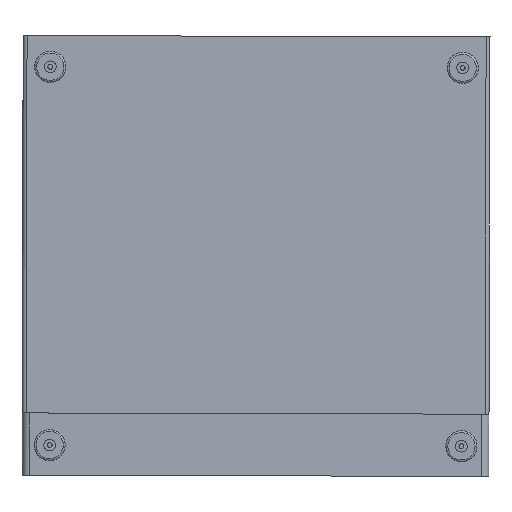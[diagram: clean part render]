
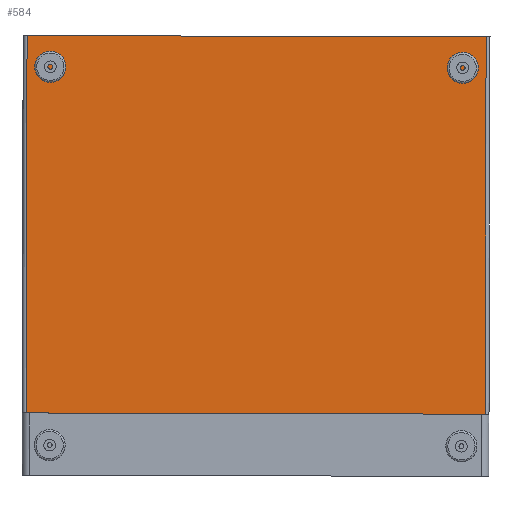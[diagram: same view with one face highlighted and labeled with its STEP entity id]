
A CAD part, front view. The second image highlights one B-rep face of the part: STEP entity #584.
In plain terms, the highlighted planar face has unit normal (0, -1, 0).
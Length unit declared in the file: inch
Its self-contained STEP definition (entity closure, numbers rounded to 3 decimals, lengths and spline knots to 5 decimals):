
#64=PLANE('',#632);
#82=FACE_OUTER_BOUND('',#117,.T.);
#117=EDGE_LOOP('',(#430,#431,#432,#433));
#162=LINE('',#920,#204);
#165=LINE('',#929,#207);
#166=LINE('',#932,#208);
#167=LINE('',#933,#209);
#204=VECTOR('',#723,29.5);
#207=VECTOR('',#732,24.25);
#208=VECTOR('',#735,24.25);
#209=VECTOR('',#736,29.5);
#284=VERTEX_POINT('',#917);
#285=VERTEX_POINT('',#919);
#287=VERTEX_POINT('',#925);
#289=VERTEX_POINT('',#931);
#341=EDGE_CURVE('',#284,#285,#162,.T.);
#346=EDGE_CURVE('',#285,#287,#165,.T.);
#347=EDGE_CURVE('',#289,#284,#166,.T.);
#348=EDGE_CURVE('',#287,#289,#167,.T.);
#430=ORIENTED_EDGE('',*,*,#346,.F.);
#431=ORIENTED_EDGE('',*,*,#341,.F.);
#432=ORIENTED_EDGE('',*,*,#347,.F.);
#433=ORIENTED_EDGE('',*,*,#348,.F.);
#584=ADVANCED_FACE('',(#82),#64,.T.);
#632=AXIS2_PLACEMENT_3D('',#930,#733,#734);
#723=DIRECTION('',(1.,0.,0.));
#732=DIRECTION('',(0.,0.,-1.));
#733=DIRECTION('center_axis',(0.,-1.,0.));
#734=DIRECTION('ref_axis',(-1.,0.,0.));
#735=DIRECTION('',(0.,0.,1.));
#736=DIRECTION('',(-1.,0.,0.));
#917=CARTESIAN_POINT('',(0.25,0.,0.));
#919=CARTESIAN_POINT('',(29.75,0.,0.));
#920=CARTESIAN_POINT('',(0.,0.,0.));
#925=CARTESIAN_POINT('',(29.75,0.,-24.25));
#929=CARTESIAN_POINT('',(29.75,0.,0.));
#930=CARTESIAN_POINT('Origin',(30.,0.,0.));
#931=CARTESIAN_POINT('',(0.25,0.,-24.25));
#932=CARTESIAN_POINT('',(0.25,0.,0.));
#933=CARTESIAN_POINT('',(0.,0.,-24.25));
